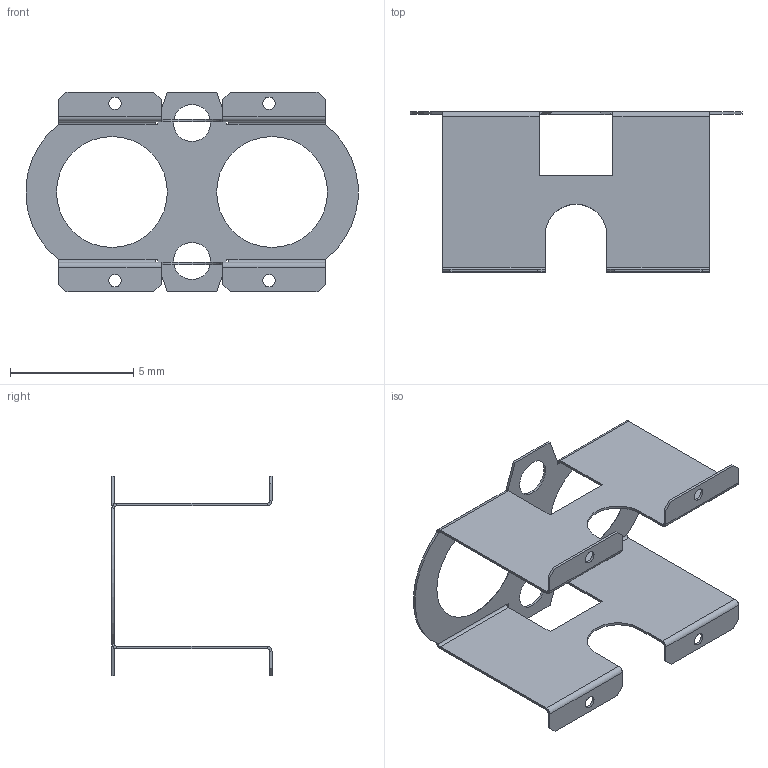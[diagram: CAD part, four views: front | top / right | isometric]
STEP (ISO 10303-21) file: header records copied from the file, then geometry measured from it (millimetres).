
FILE_DESCRIPTION (( 'STEP AP214' ), '1' );
FILE_NAME ('Part51.STEP', '2025-03-03T13:01:09', ( '' ), ( '' ), 'SwSTEP 2.0', 'SolidWorks 2024', '' );
FILE_SCHEMA (( 'AUTOMOTIVE_DESIGN' ));
Length unit declared in the file: millimetre
Products named in the file (1): Part51
Bounding box: 13.48 x 6.5 x 8.1 mm (x, y, z)
Volume: 16.8 mm3; surface area: 353.3 mm2
Topology: 1 solids, 1 shells, 110 faces, 280 edges, 168 vertices
Faces by surface type: plane 74, cylinder 32, torus 4
Entity records: 3315 total; most frequent: DIRECTION 578, ORIENTED_EDGE 560, CARTESIAN_POINT 559, EDGE_CURVE 280, LINE 204, VECTOR 204, AXIS2_PLACEMENT_3D 187, VERTEX_POINT 168
